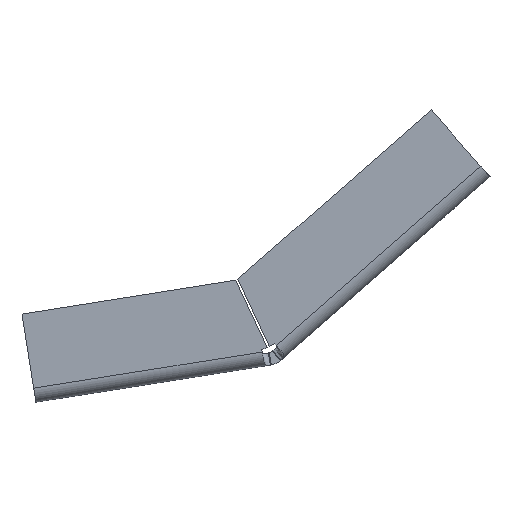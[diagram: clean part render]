
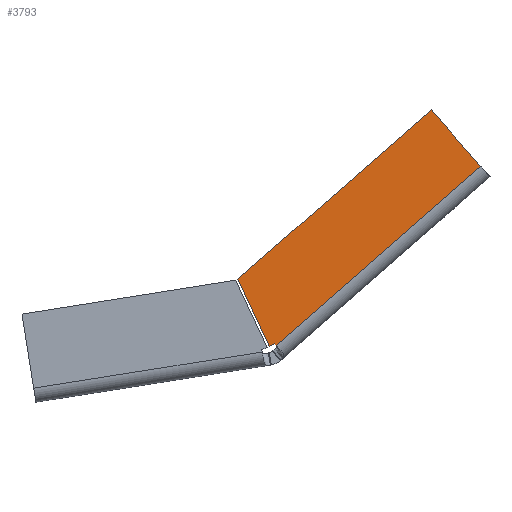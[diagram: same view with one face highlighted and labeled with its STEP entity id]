
A CAD part, front view. The second image highlights one B-rep face of the part: STEP entity #3793.
In plain terms, the highlighted planar face has unit normal (0, -1, 0).
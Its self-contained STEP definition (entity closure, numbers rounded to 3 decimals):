
#319 = CYLINDRICAL_SURFACE('',#320,3.5);
#320 = AXIS2_PLACEMENT_3D('',#321,#322,#323);
#321 = CARTESIAN_POINT('',(53.774,-34.75,
    37.089));
#322 = DIRECTION('',(0.752,0.,0.659)
  );
#323 = DIRECTION('',(0.,-1.,0.));
#608 = VERTEX_POINT('',#609);
#609 = CARTESIAN_POINT('',(53.774,-38.25,
    37.089));
#658 = EDGE_CURVE('',#659,#608,#661,.T.);
#659 = VERTEX_POINT('',#660);
#660 = CARTESIAN_POINT('',(3.382,-38.25,
    -7.066));
#661 = SURFACE_CURVE('',#662,(#666,#695),.PCURVE_S1.);
#662 = LINE('',#663,#664);
#663 = CARTESIAN_POINT('',(3.382,-38.25,
    -7.066));
#664 = VECTOR('',#665,1.);
#665 = DIRECTION('',(0.752,0.,0.659)
  );
#666 = PCURVE('',#319,#667);
#667 = DEFINITIONAL_REPRESENTATION('',(#668),#694);
#668 = B_SPLINE_CURVE_WITH_KNOTS('',3,(#669,#670,#671,#672,#673,#674,
    #675,#676,#677,#678,#679,#680,#681,#682,#683,#684,#685,#686,#687,
    #688,#689,#690,#691,#692,#693),.UNSPECIFIED.,.F.,.F.,(4,1,1,1,1,1,1,
    1,1,1,1,1,1,1,1,1,1,1,1,1,1,1,4),(0.,3.045,6.091,
    9.136,12.182,15.227,18.273,
    21.318,24.364,27.409,30.455,33.5
    ,36.545,39.591,42.636,45.682,
    48.727,51.773,54.818,57.864,
    60.909,63.955,67.),.QUASI_UNIFORM_KNOTS.);
#669 = CARTESIAN_POINT('',(0.,-67.));
#670 = CARTESIAN_POINT('',(0.,-65.985));
#671 = CARTESIAN_POINT('',(0.,-63.955));
#672 = CARTESIAN_POINT('',(0.,-60.909));
#673 = CARTESIAN_POINT('',(0.,-57.864));
#674 = CARTESIAN_POINT('',(0.,-54.818));
#675 = CARTESIAN_POINT('',(0.,-51.773));
#676 = CARTESIAN_POINT('',(0.,-48.727));
#677 = CARTESIAN_POINT('',(0.,-45.682));
#678 = CARTESIAN_POINT('',(0.,-42.636));
#679 = CARTESIAN_POINT('',(0.,-39.591));
#680 = CARTESIAN_POINT('',(0.,-36.545));
#681 = CARTESIAN_POINT('',(0.,-33.5));
#682 = CARTESIAN_POINT('',(0.,-30.455));
#683 = CARTESIAN_POINT('',(0.,-27.409));
#684 = CARTESIAN_POINT('',(0.,-24.364));
#685 = CARTESIAN_POINT('',(0.,-21.318));
#686 = CARTESIAN_POINT('',(0.,-18.273));
#687 = CARTESIAN_POINT('',(0.,-15.227));
#688 = CARTESIAN_POINT('',(0.,-12.182));
#689 = CARTESIAN_POINT('',(0.,-9.136));
#690 = CARTESIAN_POINT('',(0.,-6.091));
#691 = CARTESIAN_POINT('',(0.,-3.045));
#692 = CARTESIAN_POINT('',(0.,-1.015));
#693 = CARTESIAN_POINT('',(0.,0.));
#694 = ( GEOMETRIC_REPRESENTATION_CONTEXT(2) 
PARAMETRIC_REPRESENTATION_CONTEXT() REPRESENTATION_CONTEXT('2D SPACE',''
  ) );
#695 = PCURVE('',#696,#701);
#696 = PLANE('',#697);
#697 = AXIS2_PLACEMENT_3D('',#698,#699,#700);
#698 = CARTESIAN_POINT('',(43.571,-38.25,
    23.495));
#699 = DIRECTION('',(0.,1.,0.));
#700 = DIRECTION('',(-0.752,0.,-0.659)
  );
#701 = DEFINITIONAL_REPRESENTATION('',(#702),#706);
#702 = LINE('',#703,#704);
#703 = CARTESIAN_POINT('',(50.368,3.5));
#704 = VECTOR('',#705,1.);
#705 = DIRECTION('',(-1.,0.));
#706 = ( GEOMETRIC_REPRESENTATION_CONTEXT(2) 
PARAMETRIC_REPRESENTATION_CONTEXT() REPRESENTATION_CONTEXT('2D SPACE',''
  ) );
#3652 = PLANE('',#3653);
#3653 = AXIS2_PLACEMENT_3D('',#3654,#3655,#3656);
#3654 = CARTESIAN_POINT('',(47.678,-36.75,
    44.046));
#3655 = DIRECTION('',(-0.752,0.,-0.659
    ));
#3656 = DIRECTION('',(0.659,0.,-0.752
    ));
#3716 = EDGE_CURVE('',#608,#3717,#3719,.T.);
#3717 = VERTEX_POINT('',#3718);
#3718 = CARTESIAN_POINT('',(41.582,-38.25,
    51.003));
#3719 = SURFACE_CURVE('',#3720,(#3724,#3731),.PCURVE_S1.);
#3720 = LINE('',#3721,#3722);
#3721 = CARTESIAN_POINT('',(53.774,-38.25,
    37.089));
#3722 = VECTOR('',#3723,1.);
#3723 = DIRECTION('',(-0.659,0.,0.752)
  );
#3724 = PCURVE('',#3652,#3725);
#3725 = DEFINITIONAL_REPRESENTATION('',(#3726),#3730);
#3726 = LINE('',#3727,#3728);
#3727 = CARTESIAN_POINT('',(9.25,1.5));
#3728 = VECTOR('',#3729,1.);
#3729 = DIRECTION('',(-1.,0.));
#3730 = ( GEOMETRIC_REPRESENTATION_CONTEXT(2) 
PARAMETRIC_REPRESENTATION_CONTEXT() REPRESENTATION_CONTEXT('2D SPACE',''
  ) );
#3731 = PCURVE('',#696,#3732);
#3732 = DEFINITIONAL_REPRESENTATION('',(#3733),#3737);
#3733 = LINE('',#3734,#3735);
#3734 = CARTESIAN_POINT('',(-16.632,3.5));
#3735 = VECTOR('',#3736,1.);
#3736 = DIRECTION('',(0.,1.));
#3737 = ( GEOMETRIC_REPRESENTATION_CONTEXT(2) 
PARAMETRIC_REPRESENTATION_CONTEXT() REPRESENTATION_CONTEXT('2D SPACE',''
  ) );
#3755 = PLANE('',#3756);
#3756 = AXIS2_PLACEMENT_3D('',#3757,#3758,#3759);
#3757 = CARTESIAN_POINT('',(17.765,-36.75,
    30.134));
#3758 = DIRECTION('',(0.659,0.,-0.752
    ));
#3759 = DIRECTION('',(0.752,0.,0.659)
  );
#3793 = ADVANCED_FACE('',(#3794),#696,.F.);
#3794 = FACE_BOUND('',#3795,.F.);
#3795 = EDGE_LOOP('',(#3796,#3824,#3852,#3880,#3901,#3902));
#3796 = ORIENTED_EDGE('',*,*,#3797,.F.);
#3797 = EDGE_CURVE('',#3798,#659,#3800,.T.);
#3798 = VERTEX_POINT('',#3799);
#3799 = CARTESIAN_POINT('',(3.052,-38.25,
    -6.69));
#3800 = SURFACE_CURVE('',#3801,(#3805,#3812),.PCURVE_S1.);
#3801 = LINE('',#3802,#3803);
#3802 = CARTESIAN_POINT('',(3.052,-38.25,
    -6.69));
#3803 = VECTOR('',#3804,1.);
#3804 = DIRECTION('',(0.659,0.,-0.752
    ));
#3805 = PCURVE('',#696,#3806);
#3806 = DEFINITIONAL_REPRESENTATION('',(#3807),#3811);
#3807 = LINE('',#3808,#3809);
#3808 = CARTESIAN_POINT('',(50.368,4.));
#3809 = VECTOR('',#3810,1.);
#3810 = DIRECTION('',(0.,-1.));
#3811 = ( GEOMETRIC_REPRESENTATION_CONTEXT(2) 
PARAMETRIC_REPRESENTATION_CONTEXT() REPRESENTATION_CONTEXT('2D SPACE',''
  ) );
#3812 = PCURVE('',#3813,#3818);
#3813 = PLANE('',#3814);
#3814 = AXIS2_PLACEMENT_3D('',#3815,#3816,#3817);
#3815 = CARTESIAN_POINT('',(3.217,-36.75,
    -6.878));
#3816 = DIRECTION('',(0.752,0.,0.659)
  );
#3817 = DIRECTION('',(-0.659,0.,0.752)
  );
#3818 = DEFINITIONAL_REPRESENTATION('',(#3819),#3823);
#3819 = LINE('',#3820,#3821);
#3820 = CARTESIAN_POINT('',(0.25,1.5));
#3821 = VECTOR('',#3822,1.);
#3822 = DIRECTION('',(-1.,0.));
#3823 = ( GEOMETRIC_REPRESENTATION_CONTEXT(2) 
PARAMETRIC_REPRESENTATION_CONTEXT() REPRESENTATION_CONTEXT('2D SPACE',''
  ) );
#3824 = ORIENTED_EDGE('',*,*,#3825,.T.);
#3825 = EDGE_CURVE('',#3798,#3826,#3828,.T.);
#3826 = VERTEX_POINT('',#3827);
#3827 = CARTESIAN_POINT('',(1.719,-38.25,
    -7.315));
#3828 = SURFACE_CURVE('',#3829,(#3833,#3840),.PCURVE_S1.);
#3829 = LINE('',#3830,#3831);
#3830 = CARTESIAN_POINT('',(3.052,-38.25,
    -6.69));
#3831 = VECTOR('',#3832,1.);
#3832 = DIRECTION('',(-0.905,0.,-0.424
    ));
#3833 = PCURVE('',#696,#3834);
#3834 = DEFINITIONAL_REPRESENTATION('',(#3835),#3839);
#3835 = LINE('',#3836,#3837);
#3836 = CARTESIAN_POINT('',(50.368,4.));
#3837 = VECTOR('',#3838,1.);
#3838 = DIRECTION('',(0.961,0.278));
#3839 = ( GEOMETRIC_REPRESENTATION_CONTEXT(2) 
PARAMETRIC_REPRESENTATION_CONTEXT() REPRESENTATION_CONTEXT('2D SPACE',''
  ) );
#3840 = PCURVE('',#3841,#3846);
#3841 = PLANE('',#3842);
#3842 = AXIS2_PLACEMENT_3D('',#3843,#3844,#3845);
#3843 = CARTESIAN_POINT('',(2.386,-36.75,
    -7.002));
#3844 = DIRECTION('',(-0.424,0.,0.905)
  );
#3845 = DIRECTION('',(-0.905,0.,-0.424
    ));
#3846 = DEFINITIONAL_REPRESENTATION('',(#3847),#3851);
#3847 = LINE('',#3848,#3849);
#3848 = CARTESIAN_POINT('',(-0.736,1.5));
#3849 = VECTOR('',#3850,1.);
#3850 = DIRECTION('',(1.,0.));
#3851 = ( GEOMETRIC_REPRESENTATION_CONTEXT(2) 
PARAMETRIC_REPRESENTATION_CONTEXT() REPRESENTATION_CONTEXT('2D SPACE',''
  ) );
#3852 = ORIENTED_EDGE('',*,*,#3853,.T.);
#3853 = EDGE_CURVE('',#3826,#3854,#3856,.T.);
#3854 = VERTEX_POINT('',#3855);
#3855 = CARTESIAN_POINT('',(-6.052,-38.25,
    9.265));
#3856 = SURFACE_CURVE('',#3857,(#3861,#3868),.PCURVE_S1.);
#3857 = LINE('',#3858,#3859);
#3858 = CARTESIAN_POINT('',(1.719,-38.25,
    -7.315));
#3859 = VECTOR('',#3860,1.);
#3860 = DIRECTION('',(-0.424,0.,0.905)
  );
#3861 = PCURVE('',#696,#3862);
#3862 = DEFINITIONAL_REPRESENTATION('',(#3863),#3867);
#3863 = LINE('',#3864,#3865);
#3864 = CARTESIAN_POINT('',(51.782,4.409));
#3865 = VECTOR('',#3866,1.);
#3866 = DIRECTION('',(-0.278,0.961));
#3867 = ( GEOMETRIC_REPRESENTATION_CONTEXT(2) 
PARAMETRIC_REPRESENTATION_CONTEXT() REPRESENTATION_CONTEXT('2D SPACE',''
  ) );
#3868 = PCURVE('',#3869,#3874);
#3869 = PLANE('',#3870);
#3870 = AXIS2_PLACEMENT_3D('',#3871,#3872,#3873);
#3871 = CARTESIAN_POINT('',(-2.166,-36.75,
    0.975));
#3872 = DIRECTION('',(0.905,0.,0.424)
  );
#3873 = DIRECTION('',(-0.424,0.,0.905)
  );
#3874 = DEFINITIONAL_REPRESENTATION('',(#3875),#3879);
#3875 = LINE('',#3876,#3877);
#3876 = CARTESIAN_POINT('',(-9.155,1.5));
#3877 = VECTOR('',#3878,1.);
#3878 = DIRECTION('',(1.,0.));
#3879 = ( GEOMETRIC_REPRESENTATION_CONTEXT(2) 
PARAMETRIC_REPRESENTATION_CONTEXT() REPRESENTATION_CONTEXT('2D SPACE',''
  ) );
#3880 = ORIENTED_EDGE('',*,*,#3881,.F.);
#3881 = EDGE_CURVE('',#3717,#3854,#3882,.T.);
#3882 = SURFACE_CURVE('',#3883,(#3887,#3894),.PCURVE_S1.);
#3883 = LINE('',#3884,#3885);
#3884 = CARTESIAN_POINT('',(41.582,-38.25,
    51.003));
#3885 = VECTOR('',#3886,1.);
#3886 = DIRECTION('',(-0.752,0.,-0.659
    ));
#3887 = PCURVE('',#696,#3888);
#3888 = DEFINITIONAL_REPRESENTATION('',(#3889),#3893);
#3889 = LINE('',#3890,#3891);
#3890 = CARTESIAN_POINT('',(-16.632,22.));
#3891 = VECTOR('',#3892,1.);
#3892 = DIRECTION('',(1.,0.));
#3893 = ( GEOMETRIC_REPRESENTATION_CONTEXT(2) 
PARAMETRIC_REPRESENTATION_CONTEXT() REPRESENTATION_CONTEXT('2D SPACE',''
  ) );
#3894 = PCURVE('',#3755,#3895);
#3895 = DEFINITIONAL_REPRESENTATION('',(#3896),#3900);
#3896 = LINE('',#3897,#3898);
#3897 = CARTESIAN_POINT('',(31.666,1.5));
#3898 = VECTOR('',#3899,1.);
#3899 = DIRECTION('',(-1.,0.));
#3900 = ( GEOMETRIC_REPRESENTATION_CONTEXT(2) 
PARAMETRIC_REPRESENTATION_CONTEXT() REPRESENTATION_CONTEXT('2D SPACE',''
  ) );
#3901 = ORIENTED_EDGE('',*,*,#3716,.F.);
#3902 = ORIENTED_EDGE('',*,*,#658,.F.);
